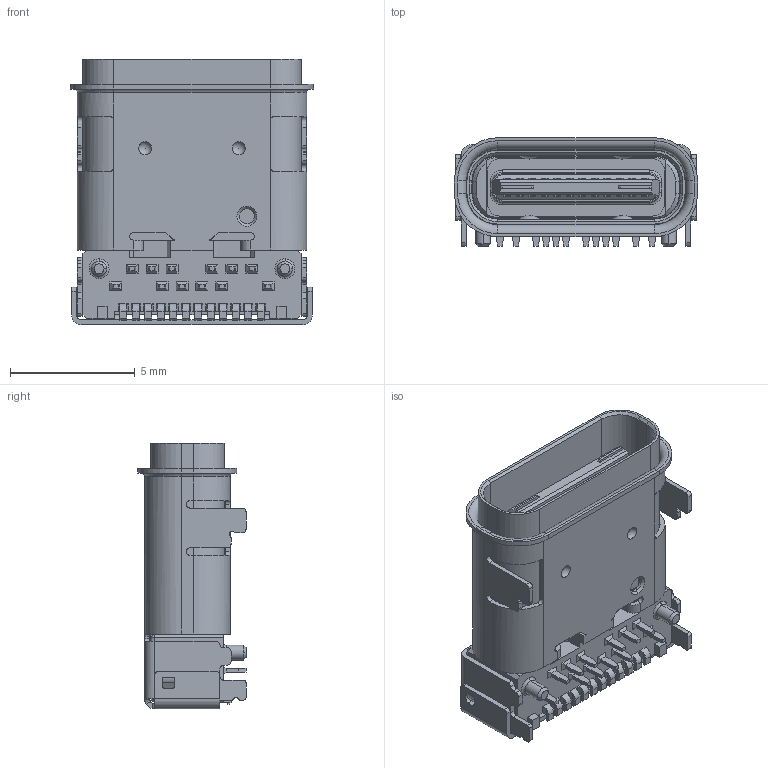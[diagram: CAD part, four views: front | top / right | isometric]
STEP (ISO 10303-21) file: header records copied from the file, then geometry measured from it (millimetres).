
FILE_DESCRIPTION (( 'STEP AP214' ), '1' );
FILE_NAME ('CUI_DEVICES_UJ32-C-H-G-SMT-TR-68.step', '2023-05-03T20:30:33', ( '' ), ( '' ), 'SwSTEP 2.0', 'SolidWorks 2023', '' );
FILE_SCHEMA (( 'AUTOMOTIVE_DESIGN' ));
Length unit declared in the file: millimetre
Products named in the file (1): CUI_DEVICES_UJ32-C-H-G-SMT-TR-68
Bounding box: 9.74 x 4.33 x 10.65 mm (x, y, z)
Volume: 207.2 mm3; surface area: 990 mm2
Topology: 1 solids, 2 shells, 1001 faces, 2795 edges, 1769 vertices
Faces by surface type: plane 641, cylinder 284, torus 32, cone 26, sphere 16, bspline 2
Entity records: 31954 total; most frequent: CARTESIAN_POINT 6059, ORIENTED_EDGE 5518, DIRECTION 5335, EDGE_CURVE 2759, VECTOR 2001, LINE 2001, VERTEX_POINT 1753, AXIS2_PLACEMENT_3D 1667
